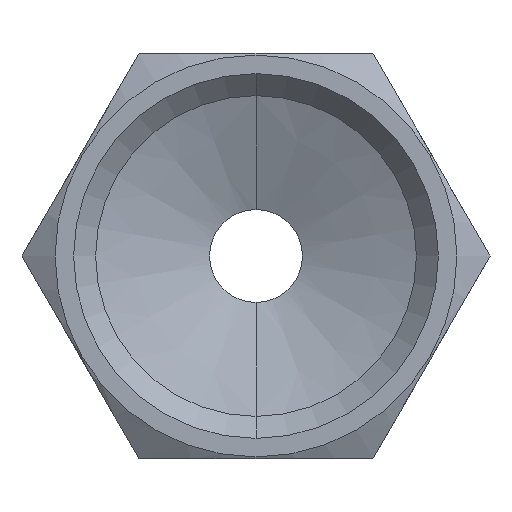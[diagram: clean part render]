
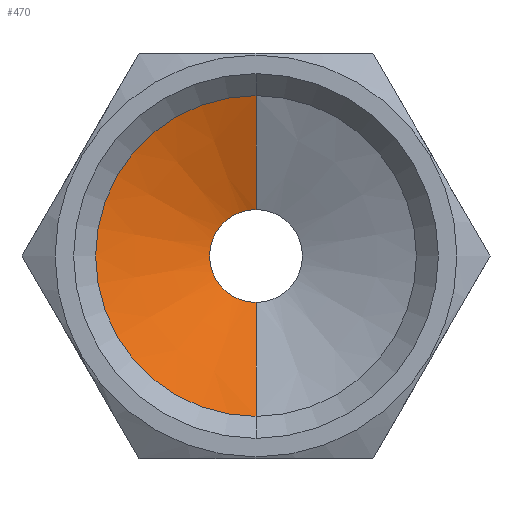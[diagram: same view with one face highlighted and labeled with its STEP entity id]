
A CAD part, front view. The second image highlights one B-rep face of the part: STEP entity #470.
In plain terms, the highlighted conical face has half-angle 68 degrees and reference radius 9.5 mm.
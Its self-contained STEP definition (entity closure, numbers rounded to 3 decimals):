
#150 = CONICAL_SURFACE ( 'NONE', #153, 9.5, 1.187 ) ;
#153 = AXIS2_PLACEMENT_3D ( 'NONE', #714, #715, #716 ) ;
#169 = CIRCLE ( 'NONE', #171, 9.5 ) ;
#171 = AXIS2_PLACEMENT_3D ( 'NONE', #752, #753, #754 ) ;
#173 = CIRCLE ( 'NONE', #175, 2.75 ) ;
#174 = VECTOR ( 'NONE', #758, 1000. ) ;
#175 = AXIS2_PLACEMENT_3D ( 'NONE', #759, #760, #761 ) ;
#176 = VECTOR ( 'NONE', #763, 1000. ) ;
#267 = EDGE_LOOP ( 'NONE', ( #298, #300, #299, #301 ) ) ;
#298 = ORIENTED_EDGE ( 'NONE', *, *, #560, .T. ) ;
#299 = ORIENTED_EDGE ( 'NONE', *, *, #557, .F. ) ;
#300 = ORIENTED_EDGE ( 'NONE', *, *, #559, .T. ) ;
#301 = ORIENTED_EDGE ( 'NONE', *, *, #561, .F. ) ;
#401 = VERTEX_POINT ( 'NONE', #531 ) ;
#405 = VERTEX_POINT ( 'NONE', #535 ) ;
#406 = VERTEX_POINT ( 'NONE', #536 ) ;
#410 = VERTEX_POINT ( 'NONE', #540 ) ;
#470 = ADVANCED_FACE ( 'NONE', ( #849 ), #150, .F. ) ;
#531 = CARTESIAN_POINT ( 'NONE',  ( 0., -31.273, -2.75 ) ) ;
#535 = CARTESIAN_POINT ( 'NONE',  ( 0., -34., 9.5 ) ) ;
#536 = CARTESIAN_POINT ( 'NONE',  ( 0., -31.273, 2.75 ) ) ;
#540 = CARTESIAN_POINT ( 'NONE',  ( 0., -34., -9.5 ) ) ;
#557 = EDGE_CURVE ( 'NONE', #410, #405, #169, .T. ) ;
#559 = EDGE_CURVE ( 'NONE', #406, #405, #864, .T. ) ;
#560 = EDGE_CURVE ( 'NONE', #401, #406, #173, .T. ) ;
#561 = EDGE_CURVE ( 'NONE', #401, #410, #865, .T. ) ;
#714 = CARTESIAN_POINT ( 'NONE',  ( 0., -34., 0. ) ) ;
#715 = DIRECTION ( 'NONE',  ( 0., -1., 0. ) ) ;
#716 = DIRECTION ( 'NONE',  ( 0., 0., -1. ) ) ;
#752 = CARTESIAN_POINT ( 'NONE',  ( 0., -34., 0. ) ) ;
#753 = DIRECTION ( 'NONE',  ( 0., 1., 0. ) ) ;
#754 = DIRECTION ( 'NONE',  ( 0., 0., 1. ) ) ;
#757 = CARTESIAN_POINT ( 'NONE',  ( 0., -34., 9.5 ) ) ;
#758 = DIRECTION ( 'NONE',  ( 0., -0.375, 0.927 ) ) ;
#759 = CARTESIAN_POINT ( 'NONE',  ( 0., -31.273, 0. ) ) ;
#760 = DIRECTION ( 'NONE',  ( 0., 1., 0. ) ) ;
#761 = DIRECTION ( 'NONE',  ( 0., 0., 1. ) ) ;
#762 = CARTESIAN_POINT ( 'NONE',  ( 0., -34., -9.5 ) ) ;
#763 = DIRECTION ( 'NONE',  ( 0., -0.375, -0.927 ) ) ;
#849 = FACE_OUTER_BOUND ( 'NONE', #267, .T. ) ;
#864 = LINE ( 'NONE', #757, #174 ) ;
#865 = LINE ( 'NONE', #762, #176 ) ;
